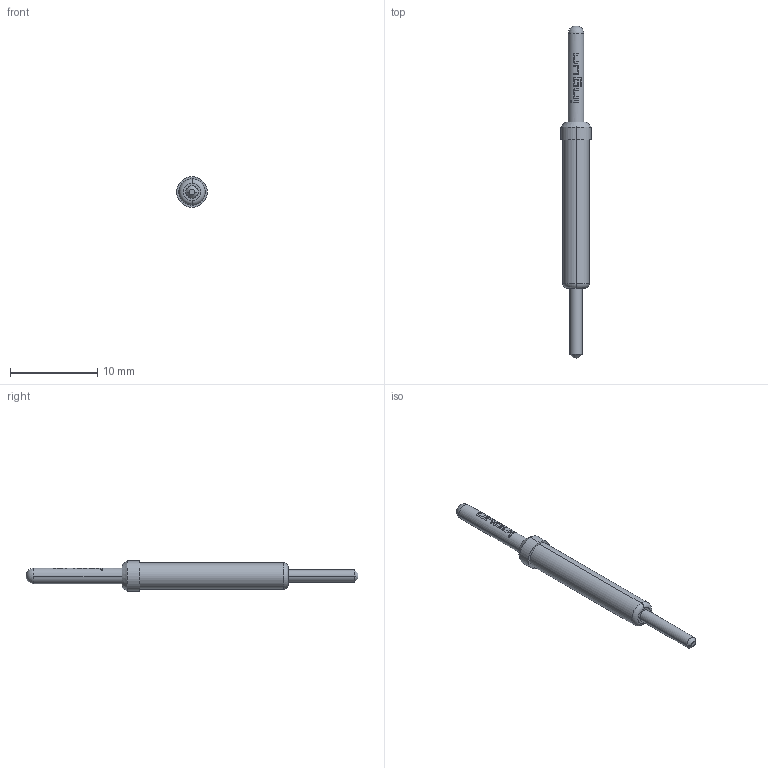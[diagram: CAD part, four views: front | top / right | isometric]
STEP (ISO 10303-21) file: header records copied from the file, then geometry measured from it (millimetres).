
FILE_DESCRIPTION (( 'STEP AP203' ), '1' );
FILE_NAME ('INGUN_GKS-503_205_180_R_xx02.STEP', '2021-12-21T13:33:04', ( 'ochi' ), ( '' ), 'SwSTEP 2.0', 'SolidWorks 2018', '' );
FILE_SCHEMA (( 'CONFIG_CONTROL_DESIGN' ));
Length unit declared in the file: millimetre
Products named in the file (1): INGUN_GKS-503_205_180_R_xx02
Bounding box: 3.5 x 38 x 3.5 mm (x, y, z)
Volume: 176.9 mm3; surface area: 289.6 mm2
Topology: 1 solids, 1 shells, 87 faces, 224 edges, 147 vertices
Faces by surface type: plane 38, bspline 28, cylinder 14, cone 4, torus 2, sphere 1
Entity records: 3885 total; most frequent: CARTESIAN_POINT 2128, ORIENTED_EDGE 444, EDGE_CURVE 222, B_SPLINE_CURVE_WITH_KNOTS 186, DIRECTION 180, VERTEX_POINT 146, EDGE_LOOP 96, FACE_OUTER_BOUND 87
